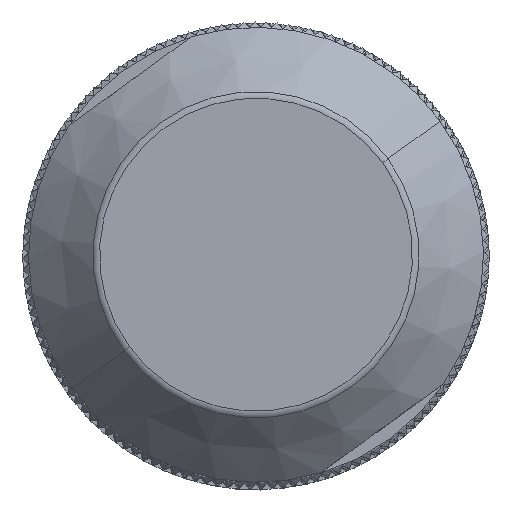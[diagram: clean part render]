
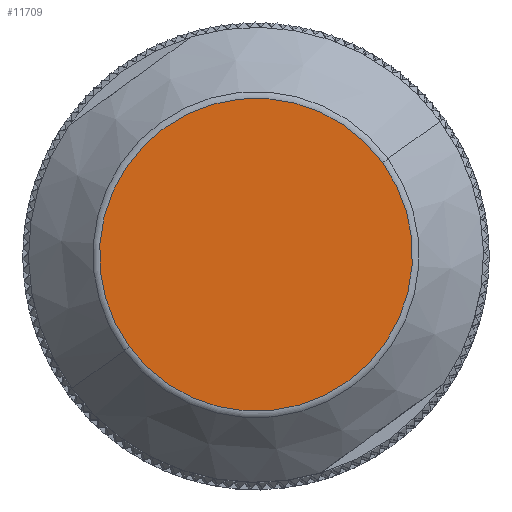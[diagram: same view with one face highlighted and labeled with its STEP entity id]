
A CAD part, top view. The second image highlights one B-rep face of the part: STEP entity #11709.
In plain terms, the highlighted planar face has unit normal (0, 0, 1).
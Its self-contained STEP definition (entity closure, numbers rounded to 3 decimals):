
#11654=AXIS2_PLACEMENT_3D('Circle Axis2P3D',#11652,#11653,$) ;
#11685=AXIS2_PLACEMENT_3D('Circle Axis2P3D',#11683,#11684,$) ;
#11703=AXIS2_PLACEMENT_3D('Plane Axis2P3D',#11700,#11701,#11702) ;
#11649=CARTESIAN_POINT('Vertex',(19.29,17.433,70.3)) ;
#11652=CARTESIAN_POINT('Axis2P3D Location',(12.5,12.5,70.3)) ;
#11656=CARTESIAN_POINT('Vertex',(5.71,7.567,70.3)) ;
#11683=CARTESIAN_POINT('Axis2P3D Location',(12.5,12.5,70.3)) ;
#11700=CARTESIAN_POINT('Axis2P3D Location',(16.379,7.16,70.3)) ;
#11653=DIRECTION('Axis2P3D Direction',(0.,0.,-1.)) ;
#11684=DIRECTION('Axis2P3D Direction',(0.,0.,-1.)) ;
#11701=DIRECTION('Axis2P3D Direction',(0.,0.,-1.)) ;
#11702=DIRECTION('Axis2P3D XDirection',(0.809,0.588,0.)) ;
#11706=ORIENTED_EDGE('',*,*,#11687,.T.) ;
#11707=ORIENTED_EDGE('',*,*,#11658,.T.) ;
#11709=ADVANCED_FACE('Hauptkoerper',(#11708),#11704,.F.) ;
#11655=CIRCLE('generated circle',#11654,8.393) ;
#11686=CIRCLE('generated circle',#11685,8.393) ;
#11658=EDGE_CURVE('',#11657,#11650,#11655,.F.) ;
#11687=EDGE_CURVE('',#11650,#11657,#11686,.F.) ;
#11705=EDGE_LOOP('',(#11706,#11707)) ;
#11708=FACE_OUTER_BOUND('',#11705,.T.) ;
#11704=PLANE('',#11703) ;
#11650=VERTEX_POINT('',#11649) ;
#11657=VERTEX_POINT('',#11656) ;
